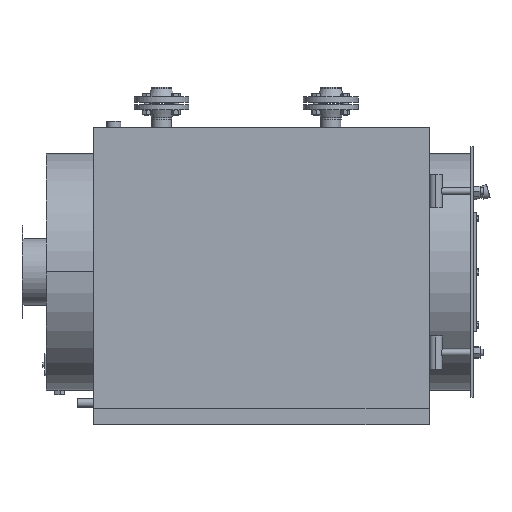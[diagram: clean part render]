
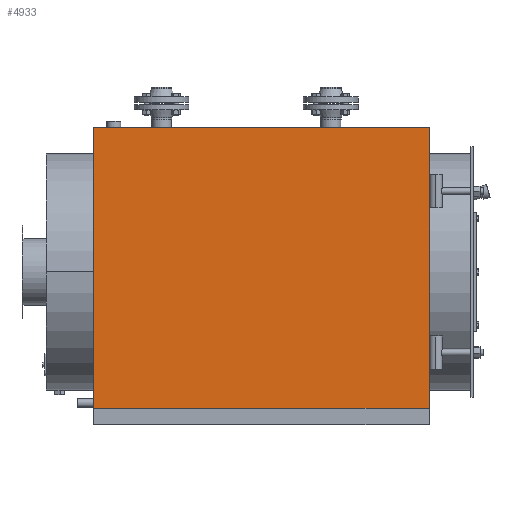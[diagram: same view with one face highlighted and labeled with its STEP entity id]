
A CAD part, left-side view. The second image highlights one B-rep face of the part: STEP entity #4933.
In plain terms, the highlighted planar face has unit normal (-1, 0, 0).
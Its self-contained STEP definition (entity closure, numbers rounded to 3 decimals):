
#369=PLANE('',#5437);
#630=FACE_OUTER_BOUND('',#982,.T.);
#982=EDGE_LOOP('',(#4205,#4206,#4207,#4208));
#1301=LINE('',#7203,#1780);
#1607=LINE('',#8089,#2086);
#1609=LINE('',#8094,#2088);
#1620=LINE('',#8113,#2099);
#1780=VECTOR('',#5760,10.);
#2086=VECTOR('',#6470,10.);
#2088=VECTOR('',#6476,10.);
#2099=VECTOR('',#6491,10.);
#2276=VERTEX_POINT('',#7200);
#2277=VERTEX_POINT('',#7202);
#2511=VERTEX_POINT('',#8088);
#2512=VERTEX_POINT('',#8093);
#2718=EDGE_CURVE('',#2276,#2277,#1301,.T.);
#3079=EDGE_CURVE('',#2277,#2511,#1607,.T.);
#3081=EDGE_CURVE('',#2512,#2511,#1609,.T.);
#3093=EDGE_CURVE('',#2276,#2512,#1620,.T.);
#4205=ORIENTED_EDGE('',*,*,#3093,.T.);
#4206=ORIENTED_EDGE('',*,*,#3081,.T.);
#4207=ORIENTED_EDGE('',*,*,#3079,.F.);
#4208=ORIENTED_EDGE('',*,*,#2718,.F.);
#4933=ADVANCED_FACE('',(#630),#369,.T.);
#5437=AXIS2_PLACEMENT_3D('',#8136,#6527,#6528);
#5760=DIRECTION('',(0.,1.,0.));
#6470=DIRECTION('',(0.,0.,1.));
#6476=DIRECTION('',(0.,1.,0.));
#6491=DIRECTION('',(0.,0.,1.));
#6527=DIRECTION('center_axis',(-1.,0.,0.));
#6528=DIRECTION('ref_axis',(0.,0.,1.));
#7200=CARTESIAN_POINT('',(-804.,50.,-1010.));
#7202=CARTESIAN_POINT('',(-804.,894.,-1010.));
#7203=CARTESIAN_POINT('',(-804.,0.,-1010.));
#8088=CARTESIAN_POINT('',(-804.,894.,0.));
#8089=CARTESIAN_POINT('',(-804.,894.,-1010.));
#8093=CARTESIAN_POINT('',(-804.,50.,0.));
#8094=CARTESIAN_POINT('',(-804.,0.,0.));
#8113=CARTESIAN_POINT('',(-804.,50.,-1010.));
#8136=CARTESIAN_POINT('Origin',(-804.,0.,-1010.));
